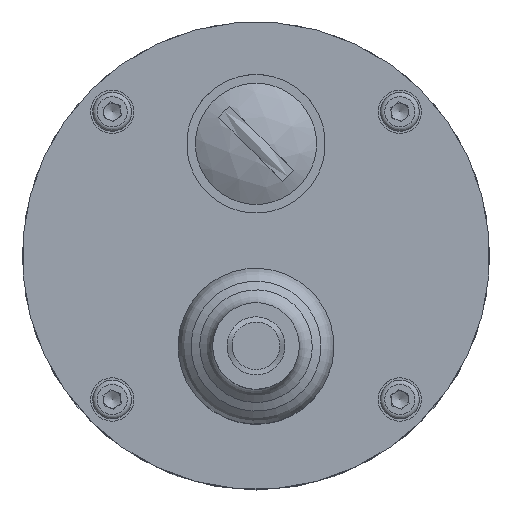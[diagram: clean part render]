
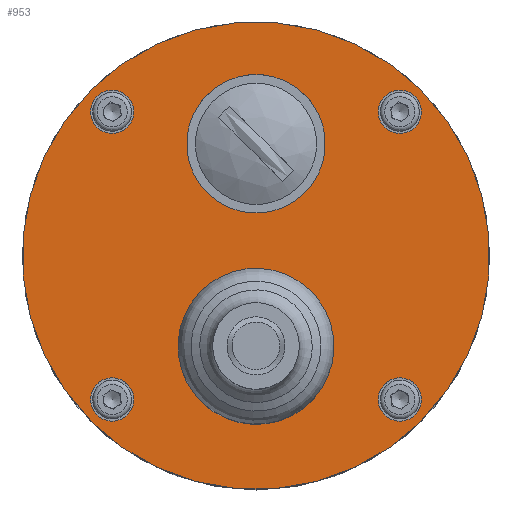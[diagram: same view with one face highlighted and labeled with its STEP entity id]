
A CAD part, top view. The second image highlights one B-rep face of the part: STEP entity #953.
In plain terms, the highlighted planar face has unit normal (0, 0, 1).
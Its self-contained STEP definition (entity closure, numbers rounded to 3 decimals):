
#45 = DIRECTION ( 'NONE',  ( 0., 0., 1. ) ) ;
#87 = DIRECTION ( 'NONE',  ( 0.707, -0.707, 0. ) ) ;
#143 = DIRECTION ( 'NONE',  ( 0.707, -0.707, 0. ) ) ;
#174 = DIRECTION ( 'NONE',  ( 0.707, -0.707, 0. ) ) ;
#206 = CARTESIAN_POINT ( 'NONE',  ( -14.849, -18.385, 23. ) ) ;
#236 = AXIS2_PLACEMENT_3D ( 'NONE', #1716, #399, #1934 ) ;
#268 = CIRCLE ( 'NONE', #1309, 8. ) ;
#360 = CARTESIAN_POINT ( 'NONE',  ( 0., -10.5, 23. ) ) ;
#399 = DIRECTION ( 'NONE',  ( 0., 0., 1. ) ) ;
#452 = CARTESIAN_POINT ( 'NONE',  ( -16.617, -16.617, 23. ) ) ;
#468 = ORIENTED_EDGE ( 'NONE', *, *, #764, .F. ) ;
#476 = EDGE_LOOP ( 'NONE', ( #1255 ) ) ;
#496 = ORIENTED_EDGE ( 'NONE', *, *, #514, .F. ) ;
#514 = EDGE_CURVE ( 'NONE', #2226, #2226, #2767, .T. ) ;
#581 = DIRECTION ( 'NONE',  ( 0.707, -0.707, 0. ) ) ;
#590 = AXIS2_PLACEMENT_3D ( 'NONE', #1369, #45, #1598 ) ;
#650 = EDGE_LOOP ( 'NONE', ( #857 ) ) ;
#683 = DIRECTION ( 'NONE',  ( 0.707, -0.707, 0. ) ) ;
#764 = EDGE_CURVE ( 'NONE', #1574, #1574, #268, .T. ) ;
#806 = CIRCLE ( 'NONE', #1084, 27. ) ;
#814 = CIRCLE ( 'NONE', #822, 6.45 ) ;
#816 = AXIS2_PLACEMENT_3D ( 'NONE', #2599, #2807, #1514 ) ;
#820 = FACE_OUTER_BOUND ( 'NONE', #1468, .T. ) ;
#821 = FACE_BOUND ( 'NONE', #2091, .T. ) ;
#822 = AXIS2_PLACEMENT_3D ( 'NONE', #360, #1900, #581 ) ;
#857 = ORIENTED_EDGE ( 'NONE', *, *, #1102, .F. ) ;
#876 = CARTESIAN_POINT ( 'NONE',  ( 4.561, -15.061, 23. ) ) ;
#885 = CIRCLE ( 'NONE', #590, 2.5 ) ;
#892 = FACE_BOUND ( 'NONE', #2071, .T. ) ;
#895 = VERTEX_POINT ( 'NONE', #898 ) ;
#898 = CARTESIAN_POINT ( 'NONE',  ( 19.092, -19.092, 23. ) ) ;
#953 = ADVANCED_FACE ( 'NONE', ( #1474, #1680, #892, #1986, #1406, #821, #820 ), #1943, .F. ) ;
#1030 = AXIS2_PLACEMENT_3D ( 'NONE', #452, #1990, #683 ) ;
#1060 = ORIENTED_EDGE ( 'NONE', *, *, #2664, .T. ) ;
#1070 = ORIENTED_EDGE ( 'NONE', *, *, #1387, .F. ) ;
#1084 = AXIS2_PLACEMENT_3D ( 'NONE', #2792, #1492, #174 ) ;
#1102 = EDGE_CURVE ( 'NONE', #1435, #1435, #2011, .T. ) ;
#1137 = EDGE_CURVE ( 'NONE', #2528, #2528, #2553, .T. ) ;
#1255 = ORIENTED_EDGE ( 'NONE', *, *, #1137, .F. ) ;
#1308 = CARTESIAN_POINT ( 'NONE',  ( 18.385, 14.849, 23. ) ) ;
#1309 = AXIS2_PLACEMENT_3D ( 'NONE', #2771, #1470, #143 ) ;
#1338 = CARTESIAN_POINT ( 'NONE',  ( 18.385, -18.385, 23. ) ) ;
#1369 = CARTESIAN_POINT ( 'NONE',  ( 16.617, -16.617, 23. ) ) ;
#1377 = EDGE_LOOP ( 'NONE', ( #496 ) ) ;
#1387 = EDGE_CURVE ( 'NONE', #1883, #1883, #814, .T. ) ;
#1406 = FACE_BOUND ( 'NONE', #476, .T. ) ;
#1411 = VERTEX_POINT ( 'NONE', #1338 ) ;
#1415 = DIRECTION ( 'NONE',  ( 0., 0., 1. ) ) ;
#1435 = VERTEX_POINT ( 'NONE', #1308 ) ;
#1468 = EDGE_LOOP ( 'NONE', ( #1060 ) ) ;
#1470 = DIRECTION ( 'NONE',  ( 0., 0., 1. ) ) ;
#1474 = FACE_BOUND ( 'NONE', #2015, .T. ) ;
#1492 = DIRECTION ( 'NONE',  ( 0., 0., 1. ) ) ;
#1514 = DIRECTION ( 'NONE',  ( -0.707, 0.707, 0. ) ) ;
#1574 = VERTEX_POINT ( 'NONE', #2274 ) ;
#1598 = DIRECTION ( 'NONE',  ( 0.707, -0.707, 0. ) ) ;
#1617 = CARTESIAN_POINT ( 'NONE',  ( -14.849, 14.849, 23. ) ) ;
#1680 = FACE_BOUND ( 'NONE', #650, .T. ) ;
#1716 = CARTESIAN_POINT ( 'NONE',  ( -16.617, 16.617, 23. ) ) ;
#1740 = ORIENTED_EDGE ( 'NONE', *, *, #2804, .F. ) ;
#1883 = VERTEX_POINT ( 'NONE', #876 ) ;
#1900 = DIRECTION ( 'NONE',  ( 0., 0., 1. ) ) ;
#1934 = DIRECTION ( 'NONE',  ( 0.707, -0.707, 0. ) ) ;
#1943 = PLANE ( 'NONE',  #816 ) ;
#1986 = FACE_BOUND ( 'NONE', #1377, .T. ) ;
#1990 = DIRECTION ( 'NONE',  ( 0., 0., 1. ) ) ;
#2011 = CIRCLE ( 'NONE', #2146, 2.5 ) ;
#2015 = EDGE_LOOP ( 'NONE', ( #1070 ) ) ;
#2071 = EDGE_LOOP ( 'NONE', ( #1740 ) ) ;
#2091 = EDGE_LOOP ( 'NONE', ( #468 ) ) ;
#2146 = AXIS2_PLACEMENT_3D ( 'NONE', #2714, #1415, #87 ) ;
#2226 = VERTEX_POINT ( 'NONE', #1617 ) ;
#2274 = CARTESIAN_POINT ( 'NONE',  ( 5.657, 7.263, 23. ) ) ;
#2528 = VERTEX_POINT ( 'NONE', #206 ) ;
#2553 = CIRCLE ( 'NONE', #1030, 2.5 ) ;
#2599 = CARTESIAN_POINT ( 'NONE',  ( 19.092, 19.092, 23. ) ) ;
#2664 = EDGE_CURVE ( 'NONE', #895, #895, #806, .T. ) ;
#2714 = CARTESIAN_POINT ( 'NONE',  ( 16.617, 16.617, 23. ) ) ;
#2767 = CIRCLE ( 'NONE', #236, 2.5 ) ;
#2771 = CARTESIAN_POINT ( 'NONE',  ( 0., 12.92, 23. ) ) ;
#2792 = CARTESIAN_POINT ( 'NONE',  ( 0., 0., 23. ) ) ;
#2804 = EDGE_CURVE ( 'NONE', #1411, #1411, #885, .T. ) ;
#2807 = DIRECTION ( 'NONE',  ( 0., 0., -1. ) ) ;
